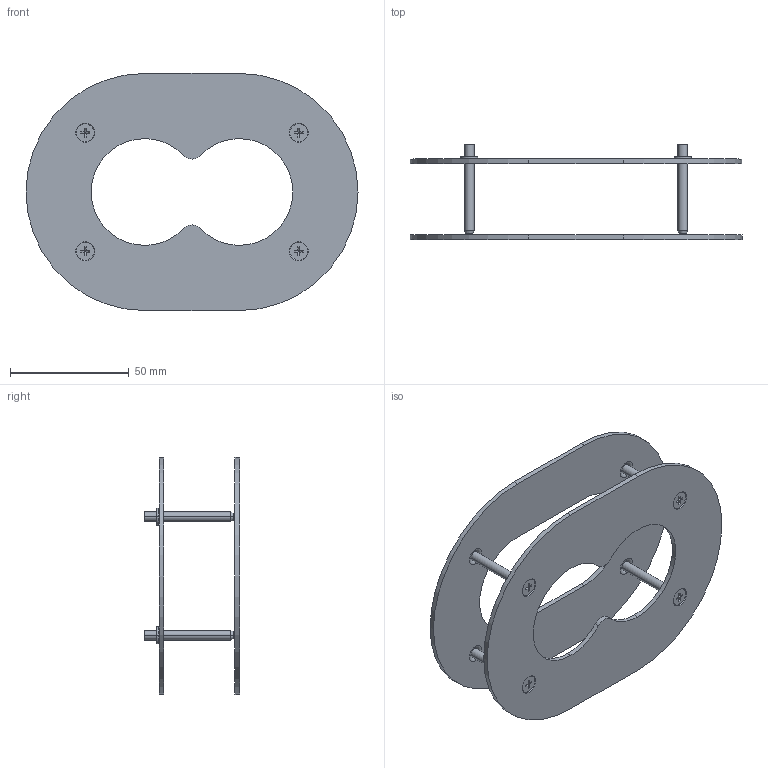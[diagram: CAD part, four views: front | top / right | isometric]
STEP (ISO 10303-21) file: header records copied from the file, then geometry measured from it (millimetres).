
FILE_DESCRIPTION (( 'STEP AP214' ), '1' );
FILE_NAME ('6290382.stp', '2016-06-29T12:03:53', ( '' ), ( '' ), 'SwSTEP 2.0', 'SolidWorks 2014', '' );
FILE_SCHEMA (( 'AUTOMOTIVE_DESIGN' ));
Length unit declared in the file: millimetre
Products named in the file (4): 6290382; 033007_Standard; 033008_Standard; 35051272_Standard
Assembly tree (6 placements, depth 2):
  6290382
    033007_Standard
    033008_Standard
    35051272_Standard  x4
Bounding box: 140 x 40.25 x 100 mm (x, y, z)
Volume: 36218.7 mm3; surface area: 39313.9 mm2
Topology: 6 solids, 6 shells, 221 faces, 479 edges, 278 vertices
Faces by surface type: plane 134, cylinder 47, cone 24, torus 16
Entity records: 3617 total; most frequent: DIRECTION 655, CARTESIAN_POINT 558, ORIENTED_EDGE 538, EDGE_CURVE 269, AXIS2_PLACEMENT_3D 264, VERTEX_POINT 167, CIRCLE 142, EDGE_LOOP 138
